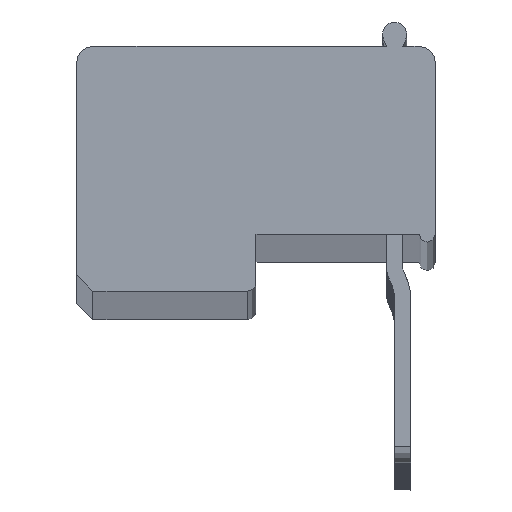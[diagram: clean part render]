
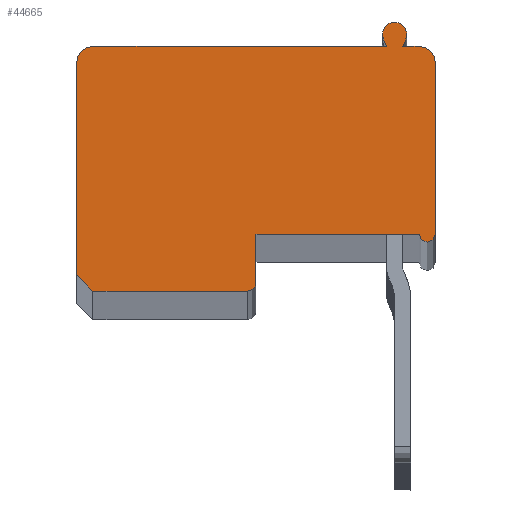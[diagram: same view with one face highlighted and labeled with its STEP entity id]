
A CAD part, top view. The second image highlights one B-rep face of the part: STEP entity #44665.
In plain terms, the highlighted planar face has unit normal (0, 0, 1).
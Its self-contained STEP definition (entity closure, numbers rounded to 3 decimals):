
#55=DIRECTION('',(1.,0.,0.));
#56=VECTOR('',#55,10.);
#57=CARTESIAN_POINT('',(0.,-4.,500.));
#58=LINE('',#57,#56);
#16599=DIRECTION('',(0.,1.,0.));
#16600=VECTOR('',#16599,3.);
#16601=CARTESIAN_POINT('',(0.,-7.,500.));
#16602=LINE('',#16601,#16600);
#16603=CARTESIAN_POINT('',(-0.5,-7.,500.));
#16604=DIRECTION('',(0.,0.,-1.));
#16605=DIRECTION('',(1.,0.,0.));
#16606=AXIS2_PLACEMENT_3D('',#16603,#16604,#16605);
#16608=DIRECTION('',(-1.,0.,0.));
#16609=VECTOR('',#16608,9.5);
#16610=CARTESIAN_POINT('',(-0.5,-7.5,500.));
#16611=LINE('',#16610,#16609);
#16612=DIRECTION('',(-0.707,0.707,0.));
#16613=VECTOR('',#16612,1.414);
#16614=CARTESIAN_POINT('',(-10.,-7.5,500.));
#16615=LINE('',#16614,#16613);
#16616=DIRECTION('',(0.,1.,0.));
#16617=VECTOR('',#16616,13.);
#16618=CARTESIAN_POINT('',(-11.,-6.5,500.));
#16619=LINE('',#16618,#16617);
#16620=CARTESIAN_POINT('',(-10.,6.5,500.));
#16621=DIRECTION('',(0.,0.,-1.));
#16622=DIRECTION('',(-1.,0.,0.));
#16623=AXIS2_PLACEMENT_3D('',#16620,#16621,#16622);
#16625=DIRECTION('',(1.,0.,0.));
#16626=VECTOR('',#16625,18.);
#16627=CARTESIAN_POINT('',(-10.,7.5,500.));
#16628=LINE('',#16627,#16626);
#16629=DIRECTION('',(-0.385,0.923,0.));
#16630=VECTOR('',#16629,0.5);
#16631=CARTESIAN_POINT('',(8.,7.5,500.));
#16632=LINE('',#16631,#16630);
#16633=CARTESIAN_POINT('',(8.5,8.25,500.));
#16634=DIRECTION('',(0.,0.,-1.));
#16635=DIRECTION('',(-0.923,-0.385,0.));
#16636=AXIS2_PLACEMENT_3D('',#16633,#16634,#16635);
#16638=DIRECTION('',(-0.385,-0.923,0.));
#16639=VECTOR('',#16638,0.5);
#16640=CARTESIAN_POINT('',(9.192,7.962,500.));
#16641=LINE('',#16640,#16639);
#16642=DIRECTION('',(1.,0.,0.));
#16643=VECTOR('',#16642,1.);
#16644=CARTESIAN_POINT('',(9.,7.5,500.));
#16645=LINE('',#16644,#16643);
#16646=CARTESIAN_POINT('',(10.,6.5,500.));
#16647=DIRECTION('',(0.,0.,-1.));
#16648=DIRECTION('',(0.,1.,0.));
#16649=AXIS2_PLACEMENT_3D('',#16646,#16647,#16648);
#16651=DIRECTION('',(0.,-1.,0.));
#16652=VECTOR('',#16651,10.5);
#16653=CARTESIAN_POINT('',(11.,6.5,500.));
#16654=LINE('',#16653,#16652);
#16655=CARTESIAN_POINT('',(10.5,-4.,500.));
#16656=DIRECTION('',(0.,0.,-1.));
#16657=DIRECTION('',(1.,0.,0.));
#16658=AXIS2_PLACEMENT_3D('',#16655,#16656,#16657);
#16768=CARTESIAN_POINT('',(-10.,7.5,500.));
#16769=VERTEX_POINT('',#16768);
#16770=CARTESIAN_POINT('',(8.,7.5,500.));
#16771=VERTEX_POINT('',#16770);
#16772=CARTESIAN_POINT('',(7.808,7.962,500.));
#16773=VERTEX_POINT('',#16772);
#16774=CARTESIAN_POINT('',(9.192,7.962,500.));
#16775=VERTEX_POINT('',#16774);
#16776=CARTESIAN_POINT('',(9.,7.5,500.));
#16777=VERTEX_POINT('',#16776);
#16778=CARTESIAN_POINT('',(10.,7.5,500.));
#16779=VERTEX_POINT('',#16778);
#16780=CARTESIAN_POINT('',(11.,6.5,500.));
#16781=VERTEX_POINT('',#16780);
#16782=CARTESIAN_POINT('',(11.,-4.,500.));
#16783=VERTEX_POINT('',#16782);
#16784=CARTESIAN_POINT('',(-0.5,-7.5,500.));
#16785=VERTEX_POINT('',#16784);
#16786=CARTESIAN_POINT('',(-10.,-7.5,500.));
#16787=VERTEX_POINT('',#16786);
#16788=CARTESIAN_POINT('',(-11.,-6.5,500.));
#16789=VERTEX_POINT('',#16788);
#16790=CARTESIAN_POINT('',(-11.,6.5,500.));
#16791=VERTEX_POINT('',#16790);
#21033=CARTESIAN_POINT('',(10.,-4.,500.));
#21035=VERTEX_POINT('',#21033);
#21036=CARTESIAN_POINT('',(0.,-4.,500.));
#21038=VERTEX_POINT('',#21036);
#21041=CARTESIAN_POINT('',(0.,-7.,500.));
#21043=VERTEX_POINT('',#21041);
#44629=CARTESIAN_POINT('',(0.,0.751,500.));
#44630=DIRECTION('',(0.,0.,1.));
#44631=DIRECTION('',(1.,0.,0.));
#44632=AXIS2_PLACEMENT_3D('',#44629,#44630,#44631);
#44633=PLANE('',#44632);
#44634=ORIENTED_EDGE('',*,*,#21935,.F.);
#44636=ORIENTED_EDGE('',*,*,#44635,.F.);
#44638=ORIENTED_EDGE('',*,*,#44637,.T.);
#44640=ORIENTED_EDGE('',*,*,#44639,.T.);
#44642=ORIENTED_EDGE('',*,*,#44641,.T.);
#44644=ORIENTED_EDGE('',*,*,#44643,.T.);
#44646=ORIENTED_EDGE('',*,*,#44645,.T.);
#44648=ORIENTED_EDGE('',*,*,#44647,.T.);
#44650=ORIENTED_EDGE('',*,*,#44649,.T.);
#44652=ORIENTED_EDGE('',*,*,#44651,.T.);
#44654=ORIENTED_EDGE('',*,*,#44653,.T.);
#44656=ORIENTED_EDGE('',*,*,#44655,.T.);
#44658=ORIENTED_EDGE('',*,*,#44657,.T.);
#44660=ORIENTED_EDGE('',*,*,#44659,.T.);
#44662=ORIENTED_EDGE('',*,*,#44661,.T.);
#44663=EDGE_LOOP('',(#44634,#44636,#44638,#44640,#44642,#44644,#44646,#44648,
#44650,#44652,#44654,#44656,#44658,#44660,#44662));
#44664=FACE_OUTER_BOUND('',#44663,.F.);
#16607=CIRCLE('',#16606,0.5);
#16624=CIRCLE('',#16623,1.);
#16637=CIRCLE('',#16636,0.75);
#16650=CIRCLE('',#16649,1.);
#16659=CIRCLE('',#16658,0.5);
#21935=EDGE_CURVE('',#21038,#21035,#58,.T.);
#44635=EDGE_CURVE('',#21043,#21038,#16602,.T.);
#44637=EDGE_CURVE('',#21043,#16785,#16607,.T.);
#44639=EDGE_CURVE('',#16785,#16787,#16611,.T.);
#44641=EDGE_CURVE('',#16787,#16789,#16615,.T.);
#44643=EDGE_CURVE('',#16789,#16791,#16619,.T.);
#44645=EDGE_CURVE('',#16791,#16769,#16624,.T.);
#44647=EDGE_CURVE('',#16769,#16771,#16628,.T.);
#44649=EDGE_CURVE('',#16771,#16773,#16632,.T.);
#44651=EDGE_CURVE('',#16773,#16775,#16637,.T.);
#44653=EDGE_CURVE('',#16775,#16777,#16641,.T.);
#44655=EDGE_CURVE('',#16777,#16779,#16645,.T.);
#44657=EDGE_CURVE('',#16779,#16781,#16650,.T.);
#44659=EDGE_CURVE('',#16781,#16783,#16654,.T.);
#44661=EDGE_CURVE('',#16783,#21035,#16659,.T.);
#44665=ADVANCED_FACE('',(#44664),#44633,.T.);
